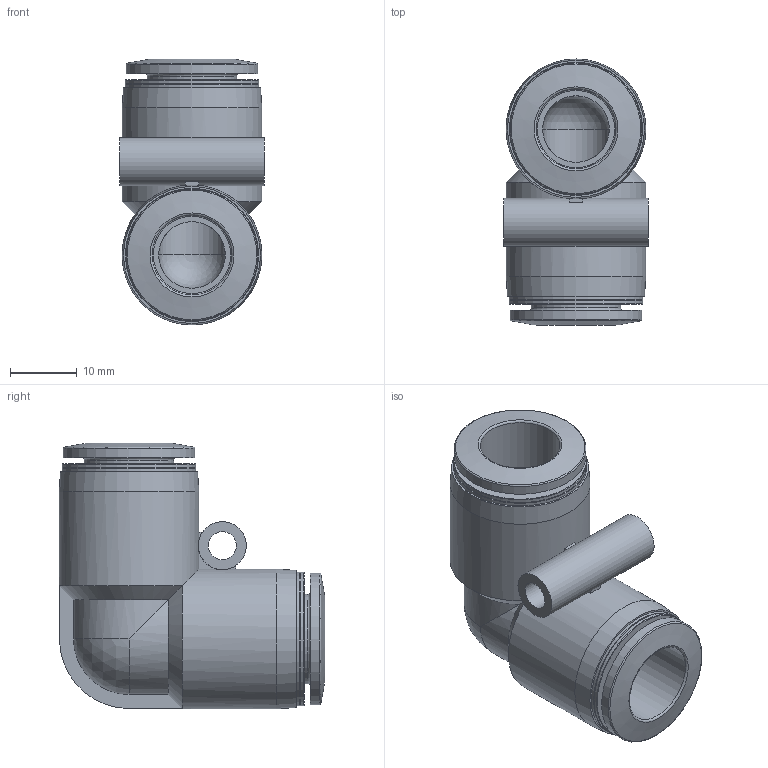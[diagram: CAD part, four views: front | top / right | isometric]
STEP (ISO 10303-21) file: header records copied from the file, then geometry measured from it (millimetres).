
FILE_DESCRIPTION(/* description */ ('STEP AP214'),/* implementation_level */ '2;1');
FILE_NAME(/* name */ '130744_QSL-12-20',/* time_stamp */ '2024-09-14T08:38:46+02:00',/* author */ ('License CC BY-ND 4.0'),/* organization */ ('CADENAS'),/* preprocessor_version */ 'ST-DEVELOPER v19.3',/* originating_system */ 'PARTsolutions',/* authorisation */ ' ');
FILE_SCHEMA (('AUTOMOTIVE_DESIGN {1 0 10303 214 3 1 1}'));
Length unit declared in the file: millimetre
Products named in the file (1): 130744 QSL-12-20
Bounding box: 21.7 x 39.9 x 39.9 mm (x, y, z)
Volume: 12083 mm3; surface area: 7693.1 mm2
Topology: 1 solids, 1 shells, 66 faces, 147 edges, 89 vertices
Faces by surface type: cylinder 20, plane 20, cone 14, torus 8, sphere 4
Full cylindrical faces by diameter (mm): 4.2 x1, 7.2 x1, 10 x2, 12 x2, 13.4 x2, 19.8 x2, 20 x4, 21 x2
Entity records: 2127 total; most frequent: DIRECTION 306, CARTESIAN_POINT 300, ORIENTED_EDGE 214, AXIS2_PLACEMENT_3D 142, EDGE_LOOP 111, FACE_BOUND 111, EDGE_CURVE 107, VERTEX_POINT 84
